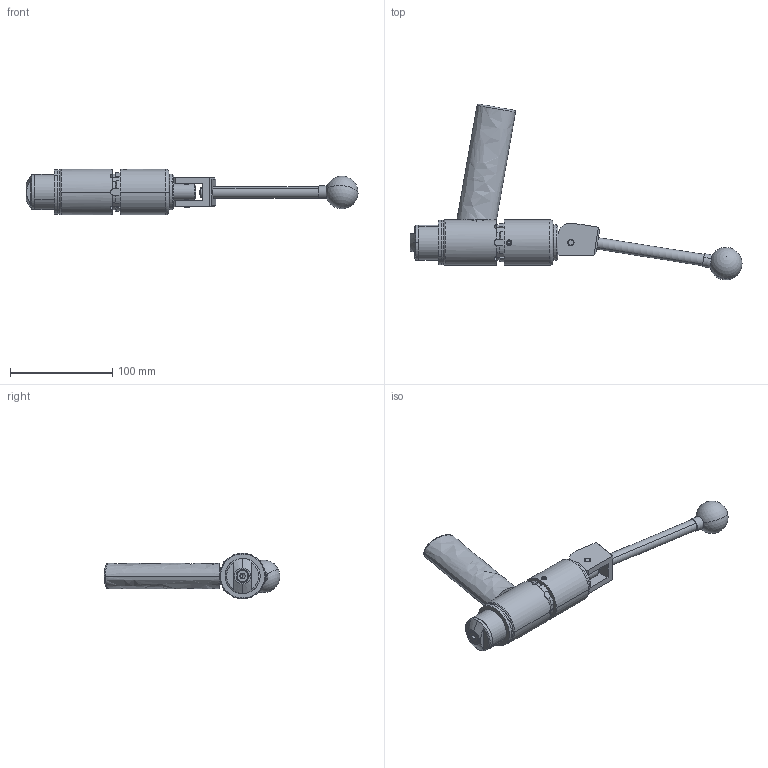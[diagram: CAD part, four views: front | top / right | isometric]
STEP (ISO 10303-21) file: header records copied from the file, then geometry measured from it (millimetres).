
FILE_DESCRIPTION (( 'STEP AP214' ), '1' );
FILE_NAME ('CTSC-003890.STEP', '2025-06-26T15:31:55', ( '' ), ( '' ), 'SwSTEP 2.0', 'SolidWorks 2023', '' );
FILE_SCHEMA (( 'AUTOMOTIVE_DESIGN' ));
Length unit declared in the file: inch
Products named in the file (1): CTSC-003890
Bounding box: 324.39 x 171.73 x 44.45 mm (x, y, z)
Volume: 314653.4 mm3; surface area: 80041 mm2
Topology: 11 solids, 12 shells, 333 faces, 813 edges, 519 vertices
Faces by surface type: cylinder 144, plane 118, cone 51, torus 11, bspline 7, sphere 2
Entity records: 16324 total; most frequent: CARTESIAN_POINT 4326, DIRECTION 1617, ORIENTED_EDGE 1608, EDGE_CURVE 804, AXIS2_PLACEMENT_3D 632, VERTEX_POINT 516, EDGE_LOOP 376, VECTOR 353
